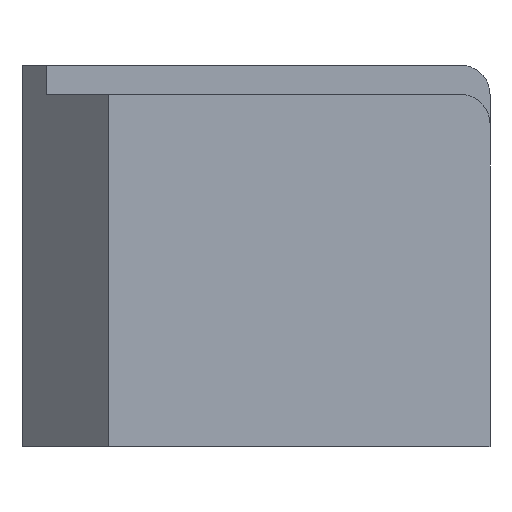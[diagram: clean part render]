
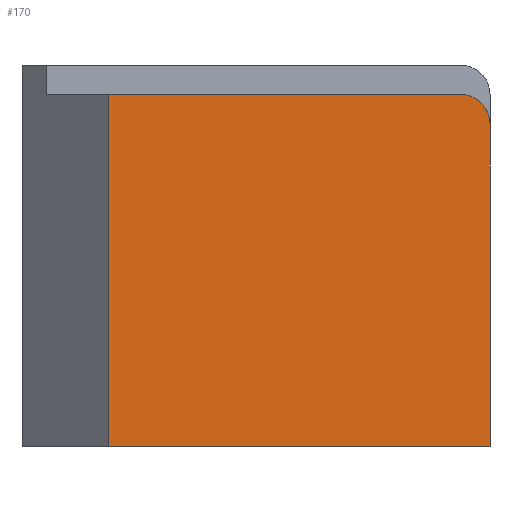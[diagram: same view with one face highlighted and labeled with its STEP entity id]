
A CAD part, left-side view. The second image highlights one B-rep face of the part: STEP entity #170.
In plain terms, the highlighted planar face has unit normal (-1, 0, 0).
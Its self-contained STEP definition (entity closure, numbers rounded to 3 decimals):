
#4 = CARTESIAN_POINT ( 'NONE',  ( 0., 13., 12. ) ) ;
#5 = CARTESIAN_POINT ( 'NONE',  ( 0., 0., 0. ) ) ;
#8 = VECTOR ( 'NONE', #142, 1000. ) ;
#19 = LINE ( 'NONE', #64, #8 ) ;
#21 = CARTESIAN_POINT ( 'NONE',  ( 0., 0., 12. ) ) ;
#29 = ORIENTED_EDGE ( 'NONE', *, *, #376, .T. ) ;
#35 = CARTESIAN_POINT ( 'NONE',  ( 0., 1., 12. ) ) ;
#45 = VERTEX_POINT ( 'NONE', #35 ) ;
#50 = CARTESIAN_POINT ( 'NONE',  ( 0., 1., 11. ) ) ;
#64 = CARTESIAN_POINT ( 'NONE',  ( 0., 0., 12. ) ) ;
#74 = AXIS2_PLACEMENT_3D ( 'NONE', #50, #303, #328 ) ;
#77 = LINE ( 'NONE', #465, #372 ) ;
#93 = CARTESIAN_POINT ( 'NONE',  ( 0., 13., 12. ) ) ;
#125 = EDGE_CURVE ( 'NONE', #153, #436, #77, .T. ) ;
#134 = PLANE ( 'NONE',  #263 ) ;
#142 = DIRECTION ( 'NONE',  ( 0., -1., 0. ) ) ;
#144 = ORIENTED_EDGE ( 'NONE', *, *, #125, .T. ) ;
#148 = VERTEX_POINT ( 'NONE', #4 ) ;
#153 = VERTEX_POINT ( 'NONE', #476 ) ;
#163 = DIRECTION ( 'NONE',  ( 0., 0., -1. ) ) ;
#170 = ADVANCED_FACE ( 'NONE', ( #234 ), #134, .F. ) ;
#181 = DIRECTION ( 'NONE',  ( 0., 0., -1. ) ) ;
#197 = CARTESIAN_POINT ( 'NONE',  ( 0., 0., 12. ) ) ;
#204 = EDGE_CURVE ( 'NONE', #148, #45, #19, .T. ) ;
#217 = DIRECTION ( 'NONE',  ( 0., 1., 0. ) ) ;
#234 = FACE_OUTER_BOUND ( 'NONE', #267, .T. ) ;
#263 = AXIS2_PLACEMENT_3D ( 'NONE', #21, #333, #217 ) ;
#267 = EDGE_LOOP ( 'NONE', ( #331, #29, #477, #413, #144 ) ) ;
#303 = DIRECTION ( 'NONE',  ( -1., 0., 0. ) ) ;
#327 = VECTOR ( 'NONE', #163, 1000. ) ;
#328 = DIRECTION ( 'NONE',  ( 0., 1., 0. ) ) ;
#331 = ORIENTED_EDGE ( 'NONE', *, *, #390, .F. ) ;
#333 = DIRECTION ( 'NONE',  ( 1., 0., 0. ) ) ;
#360 = VECTOR ( 'NONE', #181, 1000. ) ;
#361 = LINE ( 'NONE', #197, #360 ) ;
#372 = VECTOR ( 'NONE', #468, 1000. ) ;
#375 = LINE ( 'NONE', #93, #327 ) ;
#376 = EDGE_CURVE ( 'NONE', #384, #45, #381, .T. ) ;
#381 = CIRCLE ( 'NONE', #74, 1. ) ;
#384 = VERTEX_POINT ( 'NONE', #462 ) ;
#390 = EDGE_CURVE ( 'NONE', #384, #436, #361, .T. ) ;
#413 = ORIENTED_EDGE ( 'NONE', *, *, #497, .T. ) ;
#436 = VERTEX_POINT ( 'NONE', #5 ) ;
#462 = CARTESIAN_POINT ( 'NONE',  ( 0., 0., 11. ) ) ;
#465 = CARTESIAN_POINT ( 'NONE',  ( 0., 0., 0. ) ) ;
#468 = DIRECTION ( 'NONE',  ( 0., -1., 0. ) ) ;
#476 = CARTESIAN_POINT ( 'NONE',  ( 0., 13., 0. ) ) ;
#477 = ORIENTED_EDGE ( 'NONE', *, *, #204, .F. ) ;
#497 = EDGE_CURVE ( 'NONE', #148, #153, #375, .T. ) ;
